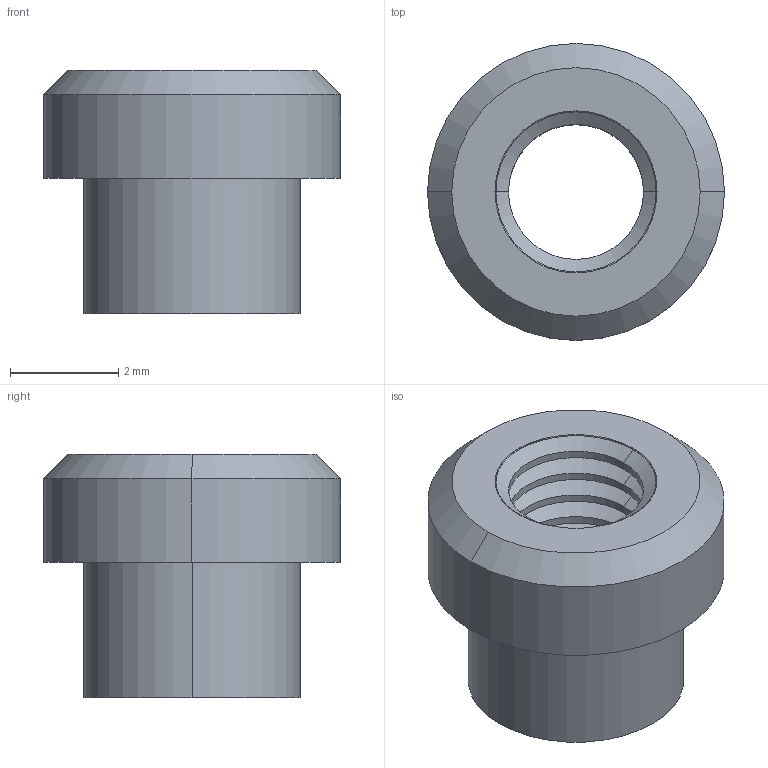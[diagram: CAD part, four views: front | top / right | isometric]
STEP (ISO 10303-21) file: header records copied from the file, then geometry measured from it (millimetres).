
FILE_DESCRIPTION (( 'STEP AP214' ), '1' );
FILE_NAME ('M3-self-clinching-nut.STEP', '2024-12-26T03:27:27', ( '' ), ( '' ), 'SwSTEP 2.0', 'SolidWorks 2020', '' );
FILE_SCHEMA (( 'AUTOMOTIVE_DESIGN' ));
Length unit declared in the file: millimetre
Products named in the file (1): M3-self-clinching-nut
Bounding box: 5.5 x 5.5 x 4.5 mm (x, y, z)
Volume: 51.8 mm3; surface area: 152.8 mm2
Topology: 1 solids, 1 shells, 73 faces, 146 edges, 76 vertices
Faces by surface type: cone 46, cylinder 24, plane 3
Entity records: 1882 total; most frequent: DIRECTION 370, CARTESIAN_POINT 296, ORIENTED_EDGE 292, AXIS2_PLACEMENT_3D 150, EDGE_CURVE 146, CIRCLE 76, VERTEX_POINT 76, EDGE_LOOP 76
